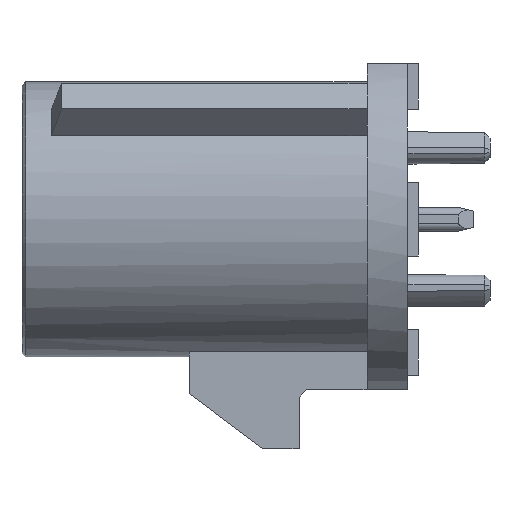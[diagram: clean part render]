
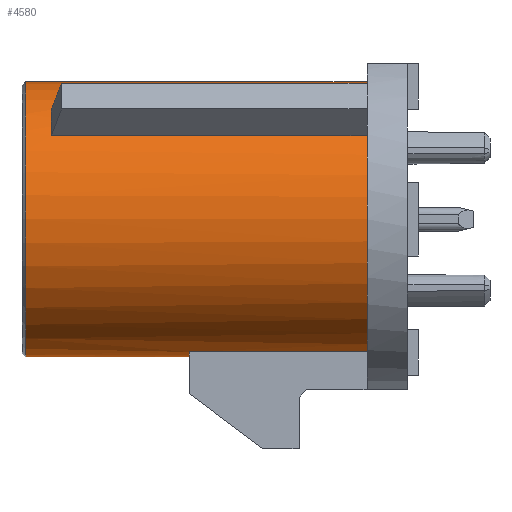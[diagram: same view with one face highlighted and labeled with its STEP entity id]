
A CAD part, left-side view. The second image highlights one B-rep face of the part: STEP entity #4580.
In plain terms, the highlighted cylindrical face has radius 3.75 mm (diameter 7.5 mm), a partial arc.
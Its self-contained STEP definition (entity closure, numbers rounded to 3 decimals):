
#313 = ORIENTED_EDGE ( 'NONE', *, *, #3767, .T. ) ;
#340 = LINE ( 'NONE', #8845, #7057 ) ;
#902 = CIRCLE ( 'NONE', #11265, 3.75 ) ;
#1221 = CARTESIAN_POINT ( 'NONE',  ( 0., 10.8, 0. ) ) ;
#1300 = CARTESIAN_POINT ( 'NONE',  ( 0., 6.25, -3.75 ) ) ;
#1620 = VERTEX_POINT ( 'NONE', #3429 ) ;
#1810 = VERTEX_POINT ( 'NONE', #3931 ) ;
#1817 = EDGE_CURVE ( 'NONE', #1810, #11850, #6521, .T. ) ;
#1976 = EDGE_LOOP ( 'NONE', ( #10899, #11221, #313, #4668, #8288, #12008, #2406, #5941, #7022, #10157 ) ) ;
#2058 = CARTESIAN_POINT ( 'NONE',  ( 0., 10.7, -3.75 ) ) ;
#2269 = LINE ( 'NONE', #3758, #7070 ) ;
#2289 = DIRECTION ( 'NONE',  ( 0., -1., 0. ) ) ;
#2406 = ORIENTED_EDGE ( 'NONE', *, *, #1817, .T. ) ;
#2654 = EDGE_CURVE ( 'NONE', #4967, #11021, #2269, .T. ) ;
#2774 = CARTESIAN_POINT ( 'NONE',  ( -2.982, 10., 2.274 ) ) ;
#3141 = DIRECTION ( 'NONE',  ( 0., -1., 0. ) ) ;
#3169 = DIRECTION ( 'NONE',  ( 0., 0., -1. ) ) ;
#3289 = DIRECTION ( 'NONE',  ( 0., 1., 0. ) ) ;
#3429 = CARTESIAN_POINT ( 'NONE',  ( -1., 6.25, -3.614 ) ) ;
#3494 = CYLINDRICAL_SURFACE ( 'NONE', #4773, 3.75 ) ;
#3758 = CARTESIAN_POINT ( 'NONE',  ( -2.274, -0.633, 2.982 ) ) ;
#3767 = EDGE_CURVE ( 'NONE', #5371, #10616, #340, .T. ) ;
#3773 = CIRCLE ( 'NONE', #4282, 3.75 ) ;
#3931 = CARTESIAN_POINT ( 'NONE',  ( -2.982, 1.4, 2.274 ) ) ;
#4111 = DIRECTION ( 'NONE',  ( 0., 0., 1. ) ) ;
#4282 = AXIS2_PLACEMENT_3D ( 'NONE', #11690, #3289, #10781 ) ;
#4454 = VECTOR ( 'NONE', #5322, 1000. ) ;
#4490 = EDGE_CURVE ( 'NONE', #7084, #1620, #6439, .T. ) ;
#4580 = ADVANCED_FACE ( 'NONE', ( #11616 ), #3494, .T. ) ;
#4668 = ORIENTED_EDGE ( 'NONE', *, *, #9058, .F. ) ;
#4773 = AXIS2_PLACEMENT_3D ( 'NONE', #1221, #2289, #3169 ) ;
#4967 = VERTEX_POINT ( 'NONE', #9396 ) ;
#5304 = DIRECTION ( 'NONE',  ( 0., -1., 0. ) ) ;
#5322 = DIRECTION ( 'NONE',  ( 0., 1., 0. ) ) ;
#5371 = VERTEX_POINT ( 'NONE', #2058 ) ;
#5590 = EDGE_CURVE ( 'NONE', #7084, #1810, #3773, .T. ) ;
#5931 = CARTESIAN_POINT ( 'NONE',  ( 0., 1.4, 3.75 ) ) ;
#5941 = ORIENTED_EDGE ( 'NONE', *, *, #12000, .F. ) ;
#6065 = CARTESIAN_POINT ( 'NONE',  ( -2.982, -0.633, 2.274 ) ) ;
#6124 = CARTESIAN_POINT ( 'NONE',  ( 0., 1.4, 0. ) ) ;
#6270 = AXIS2_PLACEMENT_3D ( 'NONE', #12184, #9376, #6562 ) ;
#6439 = LINE ( 'NONE', #6728, #8830 ) ;
#6521 = LINE ( 'NONE', #6065, #4454 ) ;
#6562 = DIRECTION ( 'NONE',  ( 0., 0., -1. ) ) ;
#6656 = EDGE_CURVE ( 'NONE', #7495, #8749, #6846, .T. ) ;
#6692 = VECTOR ( 'NONE', #9146, 1000. ) ;
#6728 = CARTESIAN_POINT ( 'NONE',  ( -1., 3.25, -3.614 ) ) ;
#6846 = LINE ( 'NONE', #8146, #6692 ) ;
#6910 = DIRECTION ( 'NONE',  ( 0., 1., 0. ) ) ;
#7022 = ORIENTED_EDGE ( 'NONE', *, *, #2654, .F. ) ;
#7057 = VECTOR ( 'NONE', #9669, 1000. ) ;
#7070 = VECTOR ( 'NONE', #9279, 1000. ) ;
#7084 = VERTEX_POINT ( 'NONE', #8933 ) ;
#7495 = VERTEX_POINT ( 'NONE', #8927 ) ;
#8146 = CARTESIAN_POINT ( 'NONE',  ( 0., 10.8, 3.75 ) ) ;
#8288 = ORIENTED_EDGE ( 'NONE', *, *, #4490, .F. ) ;
#8749 = VERTEX_POINT ( 'NONE', #5931 ) ;
#8830 = VECTOR ( 'NONE', #11443, 1000. ) ;
#8845 = CARTESIAN_POINT ( 'NONE',  ( 0., 10.8, -3.75 ) ) ;
#8900 = CIRCLE ( 'NONE', #6270, 3.75 ) ;
#8927 = CARTESIAN_POINT ( 'NONE',  ( 0., 10.7, 3.75 ) ) ;
#8933 = CARTESIAN_POINT ( 'NONE',  ( -1., 1.4, -3.614 ) ) ;
#9058 = EDGE_CURVE ( 'NONE', #1620, #10616, #8900, .T. ) ;
#9146 = DIRECTION ( 'NONE',  ( 0., -1., 0. ) ) ;
#9279 = DIRECTION ( 'NONE',  ( 0., 1., 0. ) ) ;
#9376 = DIRECTION ( 'NONE',  ( 0., -1., 0. ) ) ;
#9396 = CARTESIAN_POINT ( 'NONE',  ( -2.274, 1.4, 2.982 ) ) ;
#9669 = DIRECTION ( 'NONE',  ( 0., -1., 0. ) ) ;
#9760 = CARTESIAN_POINT ( 'NONE',  ( 0., 10., 0. ) ) ;
#9891 = DIRECTION ( 'NONE',  ( 0., 0., 1. ) ) ;
#10157 = ORIENTED_EDGE ( 'NONE', *, *, #11500, .T. ) ;
#10293 = CARTESIAN_POINT ( 'NONE',  ( -2.274, 10., 2.982 ) ) ;
#10616 = VERTEX_POINT ( 'NONE', #1300 ) ;
#10781 = DIRECTION ( 'NONE',  ( 0., 0., 1. ) ) ;
#10899 = ORIENTED_EDGE ( 'NONE', *, *, #6656, .F. ) ;
#10904 = AXIS2_PLACEMENT_3D ( 'NONE', #6124, #6910, #9891 ) ;
#10962 = CARTESIAN_POINT ( 'NONE',  ( 0., 10.7, 0. ) ) ;
#10992 = DIRECTION ( 'NONE',  ( 0., 0., 1. ) ) ;
#11021 = VERTEX_POINT ( 'NONE', #10293 ) ;
#11034 = CIRCLE ( 'NONE', #10904, 3.75 ) ;
#11221 = ORIENTED_EDGE ( 'NONE', *, *, #11734, .T. ) ;
#11265 = AXIS2_PLACEMENT_3D ( 'NONE', #9760, #3141, #4111 ) ;
#11443 = DIRECTION ( 'NONE',  ( 0., 1., 0. ) ) ;
#11500 = EDGE_CURVE ( 'NONE', #4967, #8749, #11034, .T. ) ;
#11550 = AXIS2_PLACEMENT_3D ( 'NONE', #10962, #5304, #10992 ) ;
#11616 = FACE_OUTER_BOUND ( 'NONE', #1976, .T. ) ;
#11627 = CIRCLE ( 'NONE', #11550, 3.75 ) ;
#11690 = CARTESIAN_POINT ( 'NONE',  ( 0., 1.4, 0. ) ) ;
#11734 = EDGE_CURVE ( 'NONE', #7495, #5371, #11627, .T. ) ;
#11850 = VERTEX_POINT ( 'NONE', #2774 ) ;
#12000 = EDGE_CURVE ( 'NONE', #11021, #11850, #902, .T. ) ;
#12008 = ORIENTED_EDGE ( 'NONE', *, *, #5590, .T. ) ;
#12184 = CARTESIAN_POINT ( 'NONE',  ( 0., 6.25, 0. ) ) ;
